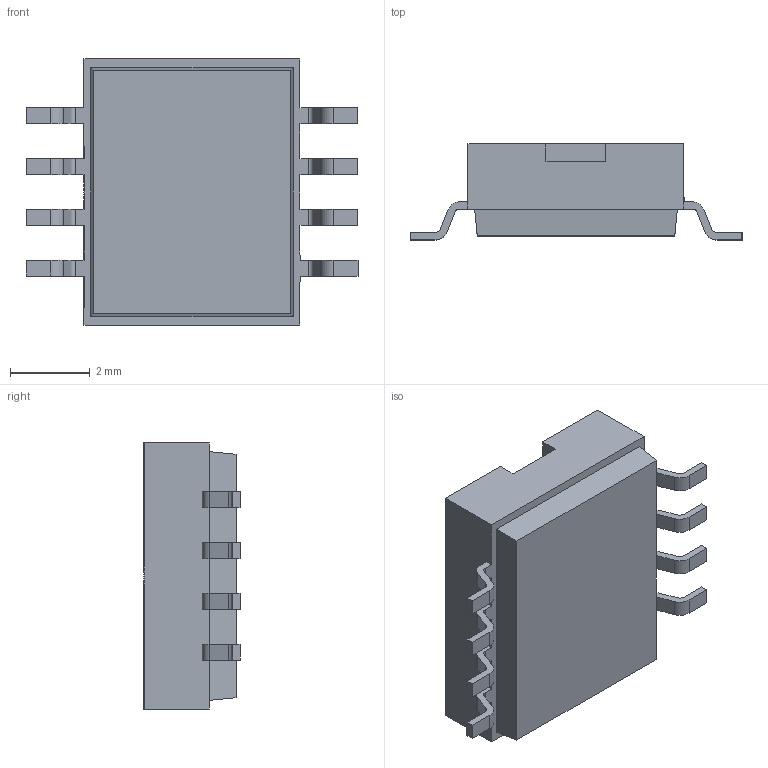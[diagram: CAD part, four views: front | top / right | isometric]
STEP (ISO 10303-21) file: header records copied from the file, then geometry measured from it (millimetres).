
FILE_DESCRIPTION (( 'STEP AP214' ), '1' );
FILE_NAME ('CUI_DEVICES_DS05-127-2-04BK-SMT-TR.step', '2020-11-03T07:22:28', ( '' ), ( '' ), 'SwSTEP 2.0', 'SolidWorks 2020', '' );
FILE_SCHEMA (( 'AUTOMOTIVE_DESIGN' ));
Length unit declared in the file: inch
Products named in the file (1): CUI_DEVICES_DS05-127-2-04BK-SMT-TR
Bounding box: 8.3 x 2.4 x 6.65 mm (x, y, z)
Volume: 74.6 mm3; surface area: 161.8 mm2
Topology: 1 solids, 1 shells, 179 faces, 492 edges, 320 vertices
Faces by surface type: plane 147, cylinder 32
Entity records: 7198 total; most frequent: CARTESIAN_POINT 992, ORIENTED_EDGE 984, DIRECTION 916, EDGE_CURVE 492, VECTOR 428, LINE 428, VERTEX_POINT 320, AXIS2_PLACEMENT_3D 244
